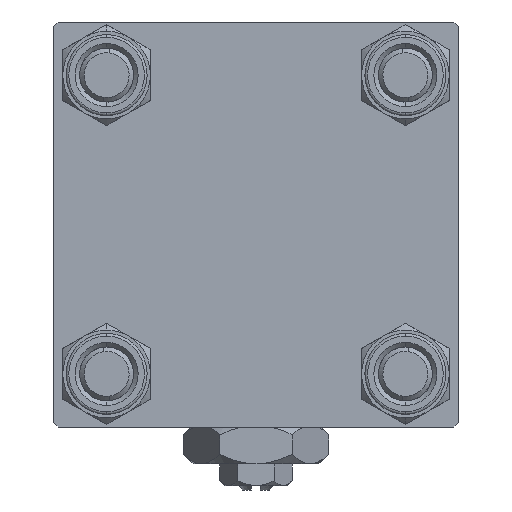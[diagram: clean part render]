
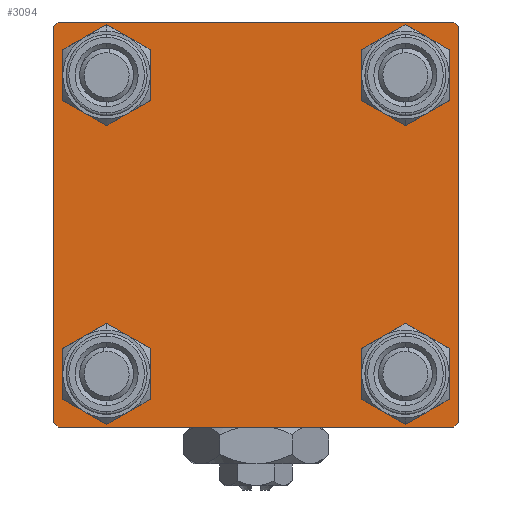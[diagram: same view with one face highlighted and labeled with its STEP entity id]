
A CAD part, left-side view. The second image highlights one B-rep face of the part: STEP entity #3094.
In plain terms, the highlighted planar face has unit normal (-1, 0, 0).
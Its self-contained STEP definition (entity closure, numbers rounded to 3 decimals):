
#96 = VERTEX_POINT ( 'NONE', #29479 ) ;
#420 = ORIENTED_EDGE ( 'NONE', *, *, #1535, .T. ) ;
#804 = DIRECTION ( 'NONE',  ( 1., 0., 0. ) ) ;
#810 = ORIENTED_EDGE ( 'NONE', *, *, #1287, .F. ) ;
#1287 = EDGE_CURVE ( 'NONE', #35423, #20831, #11574, .T. ) ;
#1309 = EDGE_CURVE ( 'NONE', #36870, #42756, #15544, .T. ) ;
#1348 = EDGE_LOOP ( 'NONE', ( #21495, #29300 ) ) ;
#1455 = EDGE_CURVE ( 'NONE', #31123, #25919, #45626, .T. ) ;
#1535 = EDGE_CURVE ( 'NONE', #19584, #27770, #29897, .T. ) ;
#1913 = DIRECTION ( 'NONE',  ( 0., -1., 0. ) ) ;
#2125 = ORIENTED_EDGE ( 'NONE', *, *, #29891, .T. ) ;
#2246 = CARTESIAN_POINT ( 'NONE',  ( 0., 16.6, -16.6 ) ) ;
#2394 = DIRECTION ( 'NONE',  ( 0., 0., -1. ) ) ;
#2868 = VERTEX_POINT ( 'NONE', #15948 ) ;
#3041 = ORIENTED_EDGE ( 'NONE', *, *, #45673, .F. ) ;
#3094 = ADVANCED_FACE ( 'NONE', ( #43323, #34871, #19783, #27470, #31689 ), #43582, .T. ) ;
#3409 = VERTEX_POINT ( 'NONE', #47468 ) ;
#3932 = DIRECTION ( 'NONE',  ( 0., 0., -1. ) ) ;
#4457 = DIRECTION ( 'NONE',  ( 0., 0., 1. ) ) ;
#4593 = EDGE_LOOP ( 'NONE', ( #420, #36812 ) ) ;
#4595 = DIRECTION ( 'NONE',  ( 0., 0., 1. ) ) ;
#4696 = EDGE_CURVE ( 'NONE', #96, #20831, #48412, .T. ) ;
#4745 = DIRECTION ( 'NONE',  ( 0., -1., 0. ) ) ;
#4767 = ORIENTED_EDGE ( 'NONE', *, *, #1455, .T. ) ;
#4852 = CARTESIAN_POINT ( 'NONE',  ( 0., 16.6, -16.6 ) ) ;
#5602 = LINE ( 'NONE', #34111, #45340 ) ;
#5911 = DIRECTION ( 'NONE',  ( 0., 0., 1. ) ) ;
#6428 = CARTESIAN_POINT ( 'NONE',  ( 0., -16.6, 20.1 ) ) ;
#7144 = LINE ( 'NONE', #46224, #40977 ) ;
#7405 = DIRECTION ( 'NONE',  ( 0., 0., 1. ) ) ;
#7491 = DIRECTION ( 'NONE',  ( 0., -0.707, 0.707 ) ) ;
#7706 = ORIENTED_EDGE ( 'NONE', *, *, #37007, .T. ) ;
#8098 = CARTESIAN_POINT ( 'NONE',  ( 0., 22., -22.5 ) ) ;
#8823 = AXIS2_PLACEMENT_3D ( 'NONE', #16574, #39852, #4457 ) ;
#9289 = CARTESIAN_POINT ( 'NONE',  ( 0., 16.6, 13.1 ) ) ;
#9643 = AXIS2_PLACEMENT_3D ( 'NONE', #25299, #41422, #34782 ) ;
#10109 = ORIENTED_EDGE ( 'NONE', *, *, #16831, .T. ) ;
#10379 = CARTESIAN_POINT ( 'NONE',  ( 0., 16.6, 16.6 ) ) ;
#10865 = ORIENTED_EDGE ( 'NONE', *, *, #35752, .T. ) ;
#11574 = LINE ( 'NONE', #23998, #46774 ) ;
#12027 = CIRCLE ( 'NONE', #48300, 3.5 ) ;
#12238 = CARTESIAN_POINT ( 'NONE',  ( 0., -16.6, -20.1 ) ) ;
#12471 = EDGE_CURVE ( 'NONE', #27770, #19584, #47863, .T. ) ;
#12653 = DIRECTION ( 'NONE',  ( 0., 0., 1. ) ) ;
#13024 = EDGE_CURVE ( 'NONE', #35423, #3409, #5602, .T. ) ;
#13269 = CARTESIAN_POINT ( 'NONE',  ( 0., 16.6, -20.1 ) ) ;
#14016 = CARTESIAN_POINT ( 'NONE',  ( 0., 22.25, -22.25 ) ) ;
#14359 = AXIS2_PLACEMENT_3D ( 'NONE', #35536, #39248, #18632 ) ;
#14386 = VERTEX_POINT ( 'NONE', #37447 ) ;
#15544 = CIRCLE ( 'NONE', #8823, 3.5 ) ;
#15886 = CARTESIAN_POINT ( 'NONE',  ( 0., 22.5, 22. ) ) ;
#15948 = CARTESIAN_POINT ( 'NONE',  ( 0., 16.6, 20.1 ) ) ;
#16128 = CIRCLE ( 'NONE', #22047, 3.5 ) ;
#16574 = CARTESIAN_POINT ( 'NONE',  ( 0., -16.6, 16.6 ) ) ;
#16831 = EDGE_CURVE ( 'NONE', #25919, #38382, #7144, .T. ) ;
#18548 = ORIENTED_EDGE ( 'NONE', *, *, #40881, .T. ) ;
#18632 = DIRECTION ( 'NONE',  ( 0., 0., 1. ) ) ;
#18772 = ORIENTED_EDGE ( 'NONE', *, *, #31703, .T. ) ;
#19548 = ORIENTED_EDGE ( 'NONE', *, *, #4696, .T. ) ;
#19584 = VERTEX_POINT ( 'NONE', #44956 ) ;
#19783 = FACE_BOUND ( 'NONE', #45945, .T. ) ;
#19933 = EDGE_CURVE ( 'NONE', #26747, #96, #33785, .T. ) ;
#20831 = VERTEX_POINT ( 'NONE', #40067 ) ;
#21360 = AXIS2_PLACEMENT_3D ( 'NONE', #51738, #35902, #7405 ) ;
#21495 = ORIENTED_EDGE ( 'NONE', *, *, #1309, .T. ) ;
#21821 = CARTESIAN_POINT ( 'NONE',  ( 0., -16.6, -16.6 ) ) ;
#22015 = AXIS2_PLACEMENT_3D ( 'NONE', #2246, #30760, #31024 ) ;
#22022 = CARTESIAN_POINT ( 'NONE',  ( 0., -16.6, 13.1 ) ) ;
#22047 = AXIS2_PLACEMENT_3D ( 'NONE', #10379, #26497, #47083 ) ;
#23998 = CARTESIAN_POINT ( 'NONE',  ( 0., -22.5, 22.5 ) ) ;
#24404 = DIRECTION ( 'NONE',  ( 1., 0., 0. ) ) ;
#25135 = DIRECTION ( 'NONE',  ( 0., -0.707, -0.707 ) ) ;
#25299 = CARTESIAN_POINT ( 'NONE',  ( 0., -16.6, -16.6 ) ) ;
#25410 = DIRECTION ( 'NONE',  ( 0., 0.707, 0.707 ) ) ;
#25919 = VERTEX_POINT ( 'NONE', #15886 ) ;
#26497 = DIRECTION ( 'NONE',  ( 1., 0., 0. ) ) ;
#26747 = VERTEX_POINT ( 'NONE', #8098 ) ;
#27470 = FACE_BOUND ( 'NONE', #51980, .T. ) ;
#27770 = VERTEX_POINT ( 'NONE', #12238 ) ;
#28328 = ORIENTED_EDGE ( 'NONE', *, *, #19933, .T. ) ;
#29300 = ORIENTED_EDGE ( 'NONE', *, *, #40550, .T. ) ;
#29479 = CARTESIAN_POINT ( 'NONE',  ( 0., -22., -22.5 ) ) ;
#29891 = EDGE_CURVE ( 'NONE', #2868, #48435, #37980, .T. ) ;
#29897 = CIRCLE ( 'NONE', #9643, 3.5 ) ;
#30760 = DIRECTION ( 'NONE',  ( 1., 0., 0. ) ) ;
#31024 = DIRECTION ( 'NONE',  ( 0., 0., 1. ) ) ;
#31123 = VERTEX_POINT ( 'NONE', #37043 ) ;
#31689 = FACE_OUTER_BOUND ( 'NONE', #42600, .T. ) ;
#31703 = EDGE_CURVE ( 'NONE', #14386, #46363, #33834, .T. ) ;
#32911 = VECTOR ( 'NONE', #1913, 1000. ) ;
#33041 = CARTESIAN_POINT ( 'NONE',  ( 0., 22.5, -22. ) ) ;
#33785 = LINE ( 'NONE', #45150, #46981 ) ;
#33834 = CIRCLE ( 'NONE', #22015, 3.5 ) ;
#34003 = CARTESIAN_POINT ( 'NONE',  ( 0., 22.25, 22.25 ) ) ;
#34111 = CARTESIAN_POINT ( 'NONE',  ( 0., -22.25, 22.25 ) ) ;
#34782 = DIRECTION ( 'NONE',  ( 0., 0., 1. ) ) ;
#34871 = FACE_BOUND ( 'NONE', #4593, .T. ) ;
#34897 = LINE ( 'NONE', #50742, #32911 ) ;
#35423 = VERTEX_POINT ( 'NONE', #43498 ) ;
#35536 = CARTESIAN_POINT ( 'NONE',  ( 0., 16.6, 16.6 ) ) ;
#35752 = EDGE_CURVE ( 'NONE', #46363, #14386, #38054, .T. ) ;
#35902 = DIRECTION ( 'NONE',  ( -1., 0., 0. ) ) ;
#36812 = ORIENTED_EDGE ( 'NONE', *, *, #12471, .T. ) ;
#36870 = VERTEX_POINT ( 'NONE', #6428 ) ;
#37007 = EDGE_CURVE ( 'NONE', #48435, #2868, #16128, .T. ) ;
#37043 = CARTESIAN_POINT ( 'NONE',  ( 0., 22., 22.5 ) ) ;
#37447 = CARTESIAN_POINT ( 'NONE',  ( 0., 16.6, -13.1 ) ) ;
#37980 = CIRCLE ( 'NONE', #14359, 3.5 ) ;
#38054 = CIRCLE ( 'NONE', #51644, 3.5 ) ;
#38382 = VERTEX_POINT ( 'NONE', #33041 ) ;
#39248 = DIRECTION ( 'NONE',  ( 1., 0., 0. ) ) ;
#39852 = DIRECTION ( 'NONE',  ( 1., 0., 0. ) ) ;
#40005 = VECTOR ( 'NONE', #7491, 1000. ) ;
#40067 = CARTESIAN_POINT ( 'NONE',  ( 0., -22.5, -22. ) ) ;
#40264 = AXIS2_PLACEMENT_3D ( 'NONE', #21821, #804, #12653 ) ;
#40550 = EDGE_CURVE ( 'NONE', #42756, #36870, #12027, .T. ) ;
#40881 = EDGE_CURVE ( 'NONE', #38382, #26747, #41259, .T. ) ;
#40977 = VECTOR ( 'NONE', #2394, 1000. ) ;
#41259 = LINE ( 'NONE', #14016, #42456 ) ;
#41422 = DIRECTION ( 'NONE',  ( 1., 0., 0. ) ) ;
#41938 = DIRECTION ( 'NONE',  ( 0., 0.707, -0.707 ) ) ;
#42456 = VECTOR ( 'NONE', #25135, 1000. ) ;
#42600 = EDGE_LOOP ( 'NONE', ( #10109, #18548, #28328, #19548, #810, #51050, #3041, #4767 ) ) ;
#42756 = VERTEX_POINT ( 'NONE', #22022 ) ;
#43323 = FACE_BOUND ( 'NONE', #1348, .T. ) ;
#43498 = CARTESIAN_POINT ( 'NONE',  ( 0., -22.5, 22. ) ) ;
#43582 = PLANE ( 'NONE',  #21360 ) ;
#44230 = VECTOR ( 'NONE', #41938, 1000. ) ;
#44956 = CARTESIAN_POINT ( 'NONE',  ( 0., -16.6, -13.1 ) ) ;
#45150 = CARTESIAN_POINT ( 'NONE',  ( 0., 22.5, -22.5 ) ) ;
#45340 = VECTOR ( 'NONE', #25410, 1000. ) ;
#45626 = LINE ( 'NONE', #34003, #44230 ) ;
#45673 = EDGE_CURVE ( 'NONE', #31123, #3409, #34897, .T. ) ;
#45789 = CARTESIAN_POINT ( 'NONE',  ( 0., -16.6, 16.6 ) ) ;
#45945 = EDGE_LOOP ( 'NONE', ( #18772, #10865 ) ) ;
#46224 = CARTESIAN_POINT ( 'NONE',  ( 0., 22.5, 22.5 ) ) ;
#46363 = VERTEX_POINT ( 'NONE', #13269 ) ;
#46774 = VECTOR ( 'NONE', #3932, 1000. ) ;
#46981 = VECTOR ( 'NONE', #4745, 1000. ) ;
#47083 = DIRECTION ( 'NONE',  ( 0., 0., 1. ) ) ;
#47468 = CARTESIAN_POINT ( 'NONE',  ( 0., -22., 22.5 ) ) ;
#47863 = CIRCLE ( 'NONE', #40264, 3.5 ) ;
#48147 = CARTESIAN_POINT ( 'NONE',  ( 0., -22.25, -22.25 ) ) ;
#48300 = AXIS2_PLACEMENT_3D ( 'NONE', #45789, #50264, #5911 ) ;
#48412 = LINE ( 'NONE', #48147, #40005 ) ;
#48435 = VERTEX_POINT ( 'NONE', #9289 ) ;
#50264 = DIRECTION ( 'NONE',  ( 1., 0., 0. ) ) ;
#50742 = CARTESIAN_POINT ( 'NONE',  ( 0., 22.5, 22.5 ) ) ;
#51050 = ORIENTED_EDGE ( 'NONE', *, *, #13024, .T. ) ;
#51644 = AXIS2_PLACEMENT_3D ( 'NONE', #4852, #24404, #4595 ) ;
#51738 = CARTESIAN_POINT ( 'NONE',  ( 0., 0., 0. ) ) ;
#51980 = EDGE_LOOP ( 'NONE', ( #2125, #7706 ) ) ;
